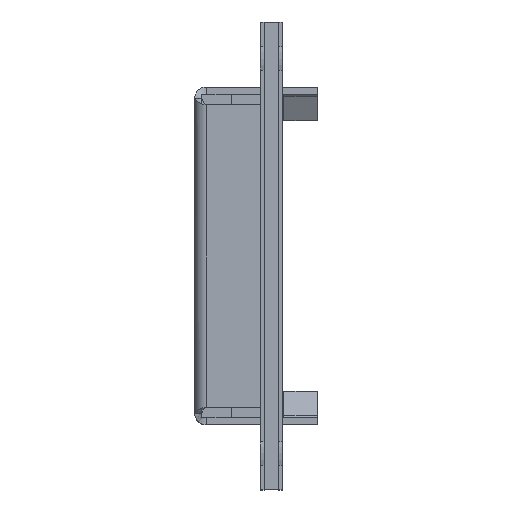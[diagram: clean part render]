
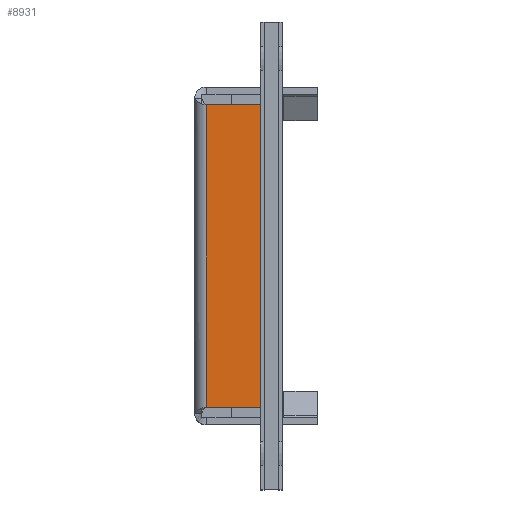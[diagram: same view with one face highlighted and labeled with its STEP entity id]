
A CAD part, left-side view. The second image highlights one B-rep face of the part: STEP entity #8931.
In plain terms, the highlighted planar face has unit normal (-1, 0, 0).
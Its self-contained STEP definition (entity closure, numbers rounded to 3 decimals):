
#13 = DIRECTION ( 'NONE',  ( 0., 0., -1. ) ) ;
#1282 = DIRECTION ( 'NONE',  ( 0., 0., 1. ) ) ;
#3056 = EDGE_CURVE ( 'NONE', #10173, #23022, #21636, .T. ) ;
#4040 = CARTESIAN_POINT ( 'NONE',  ( -21.6, 0.25, 10.343 ) ) ;
#4581 = VECTOR ( 'NONE', #1282, 1000. ) ;
#5392 = CARTESIAN_POINT ( 'NONE',  ( -21.6, 3.95, -10.343 ) ) ;
#5399 = CARTESIAN_POINT ( 'NONE',  ( -21.6, 0.25, 11.55 ) ) ;
#5446 = ORIENTED_EDGE ( 'NONE', *, *, #6916, .T. ) ;
#5571 = VERTEX_POINT ( 'NONE', #5392 ) ;
#6723 = EDGE_CURVE ( 'NONE', #23022, #23644, #7730, .T. ) ;
#6916 = EDGE_CURVE ( 'NONE', #23644, #5571, #18251, .T. ) ;
#7730 = LINE ( 'NONE', #9620, #13997 ) ;
#8931 = ADVANCED_FACE ( 'NONE', ( #25615 ), #23089, .F. ) ;
#9620 = CARTESIAN_POINT ( 'NONE',  ( -21.6, 4.75, 10.343 ) ) ;
#10173 = VERTEX_POINT ( 'NONE', #26542 ) ;
#11531 = DIRECTION ( 'NONE',  ( 0., -1., 0. ) ) ;
#11597 = ORIENTED_EDGE ( 'NONE', *, *, #25502, .T. ) ;
#12662 = VECTOR ( 'NONE', #20590, 1000. ) ;
#12819 = DIRECTION ( 'NONE',  ( 1., 0., 0. ) ) ;
#13997 = VECTOR ( 'NONE', #14022, 1000. ) ;
#14022 = DIRECTION ( 'NONE',  ( 0., 1., 0. ) ) ;
#14903 = CARTESIAN_POINT ( 'NONE',  ( -21.6, 4.75, 11.55 ) ) ;
#16162 = ORIENTED_EDGE ( 'NONE', *, *, #3056, .T. ) ;
#16489 = CARTESIAN_POINT ( 'NONE',  ( -21.6, 3.95, 11.55 ) ) ;
#17076 = AXIS2_PLACEMENT_3D ( 'NONE', #14903, #12819, #13 ) ;
#17417 = VECTOR ( 'NONE', #11531, 1000. ) ;
#17734 = LINE ( 'NONE', #17771, #17417 ) ;
#17771 = CARTESIAN_POINT ( 'NONE',  ( -21.6, 4.75, -10.343 ) ) ;
#18251 = LINE ( 'NONE', #16489, #12662 ) ;
#18755 = EDGE_LOOP ( 'NONE', ( #18805, #5446, #11597, #16162 ) ) ;
#18805 = ORIENTED_EDGE ( 'NONE', *, *, #6723, .T. ) ;
#18814 = CARTESIAN_POINT ( 'NONE',  ( -21.6, 3.95, 10.343 ) ) ;
#20590 = DIRECTION ( 'NONE',  ( 0., 0., -1. ) ) ;
#21636 = LINE ( 'NONE', #5399, #4581 ) ;
#23022 = VERTEX_POINT ( 'NONE', #4040 ) ;
#23089 = PLANE ( 'NONE',  #17076 ) ;
#23644 = VERTEX_POINT ( 'NONE', #18814 ) ;
#25502 = EDGE_CURVE ( 'NONE', #5571, #10173, #17734, .T. ) ;
#25615 = FACE_OUTER_BOUND ( 'NONE', #18755, .T. ) ;
#26542 = CARTESIAN_POINT ( 'NONE',  ( -21.6, 0.25, -10.343 ) ) ;
